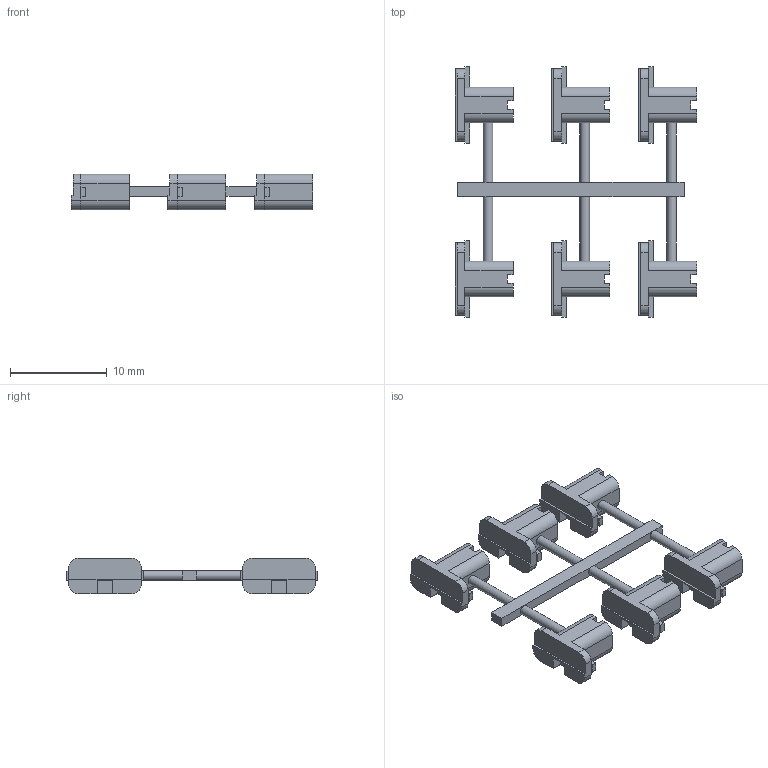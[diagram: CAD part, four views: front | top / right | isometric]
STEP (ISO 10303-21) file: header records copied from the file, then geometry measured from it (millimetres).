
FILE_DESCRIPTION(/* description */ (''),/* implementation_level */ '2;1');
FILE_NAME(/* name */ 'switch_button_x6.step',/* time_stamp */ '2023-11-07T17:34:50+10:00',/* author */ (''),/* organization */ (''),/* preprocessor_version */ 'ST-DEVELOPER v20',/* originating_system */ 'Autodesk Translation Framework v12.14.0.127',/* authorisation */ '');
FILE_SCHEMA (('AUTOMOTIVE_DESIGN { 1 0 10303 214 3 1 1 }'));
Length unit declared in the file: millimetre
Products named in the file (1): (Unsaved)
Bounding box: 25 x 25.9 x 3.7 mm (x, y, z)
Volume: 579.1 mm3; surface area: 1133.3 mm2
Topology: 1 solids, 1 shells, 258 faces, 714 edges, 464 vertices
Faces by surface type: plane 204, cylinder 54
Full cylindrical faces by diameter (mm): 1 x6
Entity records: 8170 total; most frequent: CARTESIAN_POINT 1437, ORIENTED_EDGE 1428, DIRECTION 1352, EDGE_CURVE 714, LINE 594, VECTOR 594, VERTEX_POINT 464, AXIS2_PLACEMENT_3D 379
